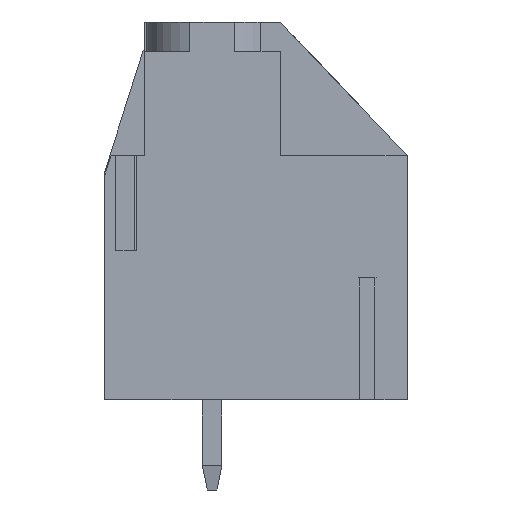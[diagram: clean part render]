
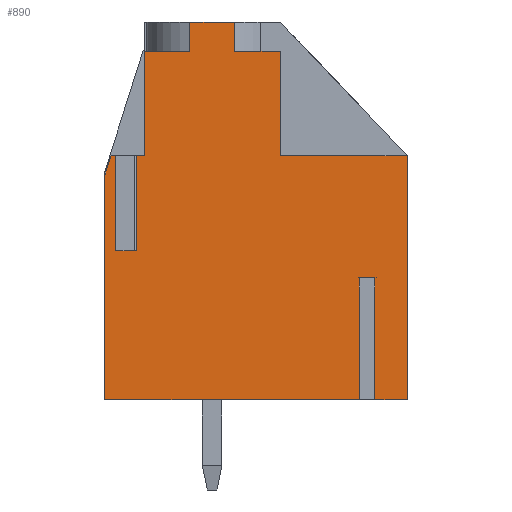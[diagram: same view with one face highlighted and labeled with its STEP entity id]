
A CAD part, front view. The second image highlights one B-rep face of the part: STEP entity #890.
In plain terms, the highlighted planar face has unit normal (0, -1, 0).
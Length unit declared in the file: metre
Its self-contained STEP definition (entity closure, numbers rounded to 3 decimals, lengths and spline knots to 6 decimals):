
#890 = ADVANCED_FACE( '', ( #2046 ), #2047, .F. );
#2046 = FACE_OUTER_BOUND( '', #3465, .T. );
#2047 = PLANE( '', #3466 );
#3465 = EDGE_LOOP( '', ( #6144, #6145, #6146, #6147, #6148, #6149, #6150, #6151, #6152, #6153, #6154, #6155, #6156, #6157, #6158, #6159, #6160, #6161, #6162, #6163, #6164 ) );
#3466 = AXIS2_PLACEMENT_3D( '', #6165, #6166, #6167 );
#6144 = ORIENTED_EDGE( '', *, *, #9285, .F. );
#6145 = ORIENTED_EDGE( '', *, *, #9309, .F. );
#6146 = ORIENTED_EDGE( '', *, *, #9310, .T. );
#6147 = ORIENTED_EDGE( '', *, *, #8708, .F. );
#6148 = ORIENTED_EDGE( '', *, *, #9311, .T. );
#6149 = ORIENTED_EDGE( '', *, *, #8553, .F. );
#6150 = ORIENTED_EDGE( '', *, *, #8587, .F. );
#6151 = ORIENTED_EDGE( '', *, *, #9312, .F. );
#6152 = ORIENTED_EDGE( '', *, *, #8618, .T. );
#6153 = ORIENTED_EDGE( '', *, *, #9313, .T. );
#6154 = ORIENTED_EDGE( '', *, *, #8581, .F. );
#6155 = ORIENTED_EDGE( '', *, *, #9314, .F. );
#6156 = ORIENTED_EDGE( '', *, *, #9315, .F. );
#6157 = ORIENTED_EDGE( '', *, *, #9316, .F. );
#6158 = ORIENTED_EDGE( '', *, *, #9317, .F. );
#6159 = ORIENTED_EDGE( '', *, *, #9318, .T. );
#6160 = ORIENTED_EDGE( '', *, *, #9319, .F. );
#6161 = ORIENTED_EDGE( '', *, *, #9320, .F. );
#6162 = ORIENTED_EDGE( '', *, *, #9321, .F. );
#6163 = ORIENTED_EDGE( '', *, *, #9322, .F. );
#6164 = ORIENTED_EDGE( '', *, *, #8712, .F. );
#6165 = CARTESIAN_POINT( '', ( 0.008, -0.017781, 0. ) );
#6166 = DIRECTION( '', ( 0., 1., 0. ) );
#6167 = DIRECTION( '', ( 0., 0., 1. ) );
#8553 = EDGE_CURVE( '', #10354, #10355, #10356, .T. );
#8581 = EDGE_CURVE( '', #10406, #10408, #10409, .T. );
#8587 = EDGE_CURVE( '', #10418, #10354, #10420, .T. );
#8618 = EDGE_CURVE( '', #10477, #10475, #10478, .T. );
#8708 = EDGE_CURVE( '', #10624, #10625, #10626, .T. );
#8712 = EDGE_CURVE( '', #10630, #10632, #10633, .T. );
#9285 = EDGE_CURVE( '', #11499, #10630, #11501, .T. );
#9309 = EDGE_CURVE( '', #11532, #11499, #11533, .T. );
#9310 = EDGE_CURVE( '', #11532, #10625, #11534, .T. );
#9311 = EDGE_CURVE( '', #10624, #10355, #11535, .T. );
#9312 = EDGE_CURVE( '', #10477, #10418, #11536, .T. );
#9313 = EDGE_CURVE( '', #10475, #10408, #11537, .T. );
#9314 = EDGE_CURVE( '', #11538, #10406, #11539, .T. );
#9315 = EDGE_CURVE( '', #11540, #11538, #11541, .T. );
#9316 = EDGE_CURVE( '', #11542, #11540, #11543, .T. );
#9317 = EDGE_CURVE( '', #11544, #11542, #11545, .T. );
#9318 = EDGE_CURVE( '', #11544, #11546, #11547, .T. );
#9319 = EDGE_CURVE( '', #11548, #11546, #11549, .T. );
#9320 = EDGE_CURVE( '', #11550, #11548, #11551, .T. );
#9321 = EDGE_CURVE( '', #11552, #11550, #11553, .T. );
#9322 = EDGE_CURVE( '', #10632, #11552, #11554, .T. );
#10354 = VERTEX_POINT( '', #13114 );
#10355 = VERTEX_POINT( '', #13115 );
#10356 = LINE( '', #13116, #13117 );
#10406 = VERTEX_POINT( '', #13191 );
#10408 = VERTEX_POINT( '', #13194 );
#10409 = LINE( '', #13195, #13196 );
#10418 = VERTEX_POINT( '', #13207 );
#10420 = LINE( '', #13210, #13211 );
#10475 = VERTEX_POINT( '', #13290 );
#10477 = VERTEX_POINT( '', #13293 );
#10478 = LINE( '', #13294, #13295 );
#10624 = VERTEX_POINT( '', #13502 );
#10625 = VERTEX_POINT( '', #13503 );
#10626 = LINE( '', #13504, #13505 );
#10630 = VERTEX_POINT( '', #13511 );
#10632 = VERTEX_POINT( '', #13514 );
#10633 = LINE( '', #13515, #13516 );
#11499 = VERTEX_POINT( '', #14887 );
#11501 = LINE( '', #14890, #14891 );
#11532 = VERTEX_POINT( '', #14991 );
#11533 = LINE( '', #14992, #14993 );
#11534 = LINE( '', #14994, #14995 );
#11535 = LINE( '', #14996, #14997 );
#11536 = LINE( '', #14998, #14999 );
#11537 = LINE( '', #15000, #15001 );
#11538 = VERTEX_POINT( '', #15002 );
#11539 = LINE( '', #15003, #15004 );
#11540 = VERTEX_POINT( '', #15005 );
#11541 = LINE( '', #15006, #15007 );
#11542 = VERTEX_POINT( '', #15008 );
#11543 = LINE( '', #15009, #15010 );
#11544 = VERTEX_POINT( '', #15011 );
#11545 = LINE( '', #15012, #15013 );
#11546 = VERTEX_POINT( '', #15014 );
#11547 = LINE( '', #15015, #15016 );
#11548 = VERTEX_POINT( '', #15017 );
#11549 = LINE( '', #15018, #15019 );
#11550 = VERTEX_POINT( '', #15020 );
#11551 = LINE( '', #15021, #15022 );
#11552 = VERTEX_POINT( '', #15023 );
#11553 = LINE( '', #15024, #15025 );
#11554 = LINE( '', #15026, #15027 );
#13114 = CARTESIAN_POINT( '', ( -0.0044, -0.017781, 0. ) );
#13115 = CARTESIAN_POINT( '', ( -0.0044, -0.017781, 0.00922 ) );
#13116 = CARTESIAN_POINT( '', ( -0.0044, -0.017781, 0.0155 ) );
#13117 = VECTOR( '', #16422, 1. );
#13191 = CARTESIAN_POINT( '', ( 0.008, -0.017781, 0. ) );
#13194 = CARTESIAN_POINT( '', ( 0.00668, -0.017781, 0. ) );
#13195 = CARTESIAN_POINT( '', ( 0.008, -0.017781, 0. ) );
#13196 = VECTOR( '', #16448, 1. );
#13207 = CARTESIAN_POINT( '', ( 0.00604, -0.017781, 0. ) );
#13210 = CARTESIAN_POINT( '', ( 0.008, -0.017781, 0. ) );
#13211 = VECTOR( '', #16458, 1. );
#13290 = CARTESIAN_POINT( '', ( 0.00668, -0.017781, 0.005 ) );
#13293 = CARTESIAN_POINT( '', ( 0.00604, -0.017781, 0.005 ) );
#13294 = CARTESIAN_POINT( '', ( 0.00668, -0.017781, 0.005 ) );
#13295 = VECTOR( '', #16496, 1. );
#13502 = CARTESIAN_POINT( '', ( -0.004145, -0.017781, 0.01002 ) );
#13503 = CARTESIAN_POINT( '', ( -0.003949, -0.017781, 0.01002 ) );
#13504 = CARTESIAN_POINT( '', ( -0.004145, -0.017781, 0.01002 ) );
#13505 = VECTOR( '', #16588, 1. );
#13511 = CARTESIAN_POINT( '', ( -0.003309, -0.017781, 0.01002 ) );
#13514 = CARTESIAN_POINT( '', ( -0.00278, -0.017781, 0.01002 ) );
#13515 = CARTESIAN_POINT( '', ( -0.004145, -0.017781, 0.01002 ) );
#13516 = VECTOR( '', #16592, 1. );
#14887 = CARTESIAN_POINT( '', ( -0.003309, -0.017781, 0.00612 ) );
#14890 = CARTESIAN_POINT( '', ( -0.003309, -0.017781, 0.00612 ) );
#14891 = VECTOR( '', #17128, 1. );
#14991 = CARTESIAN_POINT( '', ( -0.003949, -0.017781, 0.00612 ) );
#14992 = CARTESIAN_POINT( '', ( -0.003949, -0.017781, 0.00612 ) );
#14993 = VECTOR( '', #17140, 1. );
#14994 = CARTESIAN_POINT( '', ( -0.003949, -0.017781, 0.00612 ) );
#14995 = VECTOR( '', #17141, 1. );
#14996 = CARTESIAN_POINT( '', ( -0.005924, -0.017781, 0.00444 ) );
#14997 = VECTOR( '', #17142, 1. );
#14998 = CARTESIAN_POINT( '', ( 0.00604, -0.017781, 0.005 ) );
#14999 = VECTOR( '', #17143, 1. );
#15000 = CARTESIAN_POINT( '', ( 0.00668, -0.017781, 0.005 ) );
#15001 = VECTOR( '', #17144, 1. );
#15002 = CARTESIAN_POINT( '', ( 0.008, -0.017781, 0.01002 ) );
#15003 = CARTESIAN_POINT( '', ( 0.008, -0.017781, 0. ) );
#15004 = VECTOR( '', #17145, 1. );
#15005 = CARTESIAN_POINT( '', ( 0.0028, -0.017781, 0.01002 ) );
#15006 = CARTESIAN_POINT( '', ( 0.008, -0.017781, 0.01002 ) );
#15007 = VECTOR( '', #17146, 1. );
#15008 = CARTESIAN_POINT( '', ( 0.0028, -0.017781, 0.0143 ) );
#15009 = CARTESIAN_POINT( '', ( 0.0028, -0.017781, 0.01002 ) );
#15010 = VECTOR( '', #17147, 1. );
#15011 = CARTESIAN_POINT( '', ( 0.000916, -0.017781, 0.0143 ) );
#15012 = CARTESIAN_POINT( '', ( 0.000916, -0.017781, 0.0143 ) );
#15013 = VECTOR( '', #17148, 1. );
#15014 = CARTESIAN_POINT( '', ( 0.000916, -0.017781, 0.0155 ) );
#15015 = CARTESIAN_POINT( '', ( 0.000916, -0.017781, 0.0143 ) );
#15016 = VECTOR( '', #17149, 1. );
#15017 = CARTESIAN_POINT( '', ( -0.000916, -0.017781, 0.0155 ) );
#15018 = CARTESIAN_POINT( '', ( 0.008, -0.017781, 0.0155 ) );
#15019 = VECTOR( '', #17150, 1. );
#15020 = CARTESIAN_POINT( '', ( -0.000916, -0.017781, 0.0143 ) );
#15021 = CARTESIAN_POINT( '', ( -0.000916, -0.017781, 0.0143 ) );
#15022 = VECTOR( '', #17151, 1. );
#15023 = CARTESIAN_POINT( '', ( -0.00278, -0.017781, 0.0143 ) );
#15024 = CARTESIAN_POINT( '', ( -0.0044, -0.017781, 0.0143 ) );
#15025 = VECTOR( '', #17152, 1. );
#15026 = CARTESIAN_POINT( '', ( -0.00278, -0.017781, 0.0143 ) );
#15027 = VECTOR( '', #17153, 1. );
#16422 = DIRECTION( '', ( 0., 0., 1. ) );
#16448 = DIRECTION( '', ( -1., 0., 0. ) );
#16458 = DIRECTION( '', ( -1., 0., 0. ) );
#16496 = DIRECTION( '', ( 1., 0., 0. ) );
#16588 = DIRECTION( '', ( 1., 0., 0. ) );
#16592 = DIRECTION( '', ( 1., 0., 0. ) );
#17128 = DIRECTION( '', ( 0., 0., 1. ) );
#17140 = DIRECTION( '', ( 1., 0., 0. ) );
#17141 = DIRECTION( '', ( 0., 0., 1. ) );
#17142 = DIRECTION( '', ( -0.304, 0., -0.953 ) );
#17143 = DIRECTION( '', ( 0., 0., -1. ) );
#17144 = DIRECTION( '', ( 0., 0., -1. ) );
#17145 = DIRECTION( '', ( 0., 0., -1. ) );
#17146 = DIRECTION( '', ( 1., 0., 0. ) );
#17147 = DIRECTION( '', ( 0., 0., -1. ) );
#17148 = DIRECTION( '', ( 1., 0., 0. ) );
#17149 = DIRECTION( '', ( 0., 0., 1. ) );
#17150 = DIRECTION( '', ( 1., 0., 0. ) );
#17151 = DIRECTION( '', ( 0., 0., 1. ) );
#17152 = DIRECTION( '', ( 1., 0., 0. ) );
#17153 = DIRECTION( '', ( 0., 0., 1. ) );
